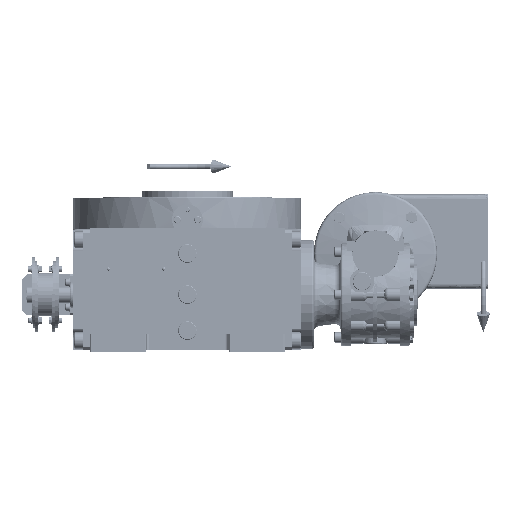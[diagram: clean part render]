
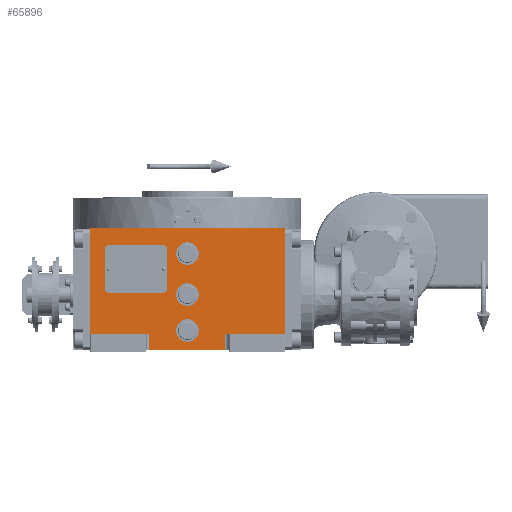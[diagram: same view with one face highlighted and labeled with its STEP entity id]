
A CAD part, top view. The second image highlights one B-rep face of the part: STEP entity #65896.
In plain terms, the highlighted planar face has unit normal (0, 0, 1).
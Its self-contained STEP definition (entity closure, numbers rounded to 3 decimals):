
#94 = CARTESIAN_POINT ( 'NONE',  ( 11., 0., 163.5 ) ) ;
#2550 = VERTEX_POINT ( 'NONE', #100453 ) ;
#3381 = CARTESIAN_POINT ( 'NONE',  ( -94.5, -53.5, 163.5 ) ) ;
#4086 = CARTESIAN_POINT ( 'NONE',  ( 94.5, -38.5, 163.5 ) ) ;
#4193 = FACE_BOUND ( 'NONE', #134515, .T. ) ;
#4550 = CARTESIAN_POINT ( 'NONE',  ( 0., 40., 163.5 ) ) ;
#8886 = VERTEX_POINT ( 'NONE', #4086 ) ;
#9157 = DIRECTION ( 'NONE',  ( 0., 0., 1. ) ) ;
#11146 = EDGE_LOOP ( 'NONE', ( #138340, #103018 ) ) ;
#11426 = CIRCLE ( 'NONE', #118103, 11. ) ;
#12564 = VECTOR ( 'NONE', #164274, 1000. ) ;
#13044 = CARTESIAN_POINT ( 'NONE',  ( -37., -53.5, 163.5 ) ) ;
#13671 = EDGE_CURVE ( 'NONE', #110289, #107877, #101156, .T. ) ;
#15877 = DIRECTION ( 'NONE',  ( 0., 1., 0. ) ) ;
#16238 = DIRECTION ( 'NONE',  ( 1., 0., 0. ) ) ;
#16877 = CARTESIAN_POINT ( 'NONE',  ( 11., 40., 163.5 ) ) ;
#17211 = DIRECTION ( 'NONE',  ( 0., 1., 0. ) ) ;
#18328 = FACE_BOUND ( 'NONE', #11146, .T. ) ;
#19412 = AXIS2_PLACEMENT_3D ( 'NONE', #98039, #148138, #34539 ) ;
#19634 = DIRECTION ( 'NONE',  ( -1., 0., 0. ) ) ;
#23905 = ORIENTED_EDGE ( 'NONE', *, *, #151134, .T. ) ;
#24112 = VECTOR ( 'NONE', #15877, 1000. ) ;
#26056 = ORIENTED_EDGE ( 'NONE', *, *, #65031, .F. ) ;
#26202 = CARTESIAN_POINT ( 'NONE',  ( 37., -38.5, 163.5 ) ) ;
#26600 = ORIENTED_EDGE ( 'NONE', *, *, #160176, .T. ) ;
#27110 = DIRECTION ( 'NONE',  ( 0., 0., 1. ) ) ;
#27216 = CARTESIAN_POINT ( 'NONE',  ( 37., -38.5, 163.5 ) ) ;
#27574 = DIRECTION ( 'NONE',  ( 0., 0., 1. ) ) ;
#29254 = EDGE_CURVE ( 'NONE', #107877, #110289, #49224, .T. ) ;
#30313 = CARTESIAN_POINT ( 'NONE',  ( -37., -38.5, 163.5 ) ) ;
#34539 = DIRECTION ( 'NONE',  ( 1., 0., 0. ) ) ;
#37494 = LINE ( 'NONE', #153525, #59768 ) ;
#41411 = ORIENTED_EDGE ( 'NONE', *, *, #135454, .F. ) ;
#41970 = ORIENTED_EDGE ( 'NONE', *, *, #97082, .F. ) ;
#42232 = LINE ( 'NONE', #71413, #99939 ) ;
#43971 = AXIS2_PLACEMENT_3D ( 'NONE', #56326, #107246, #158163 ) ;
#49224 = CIRCLE ( 'NONE', #102594, 11. ) ;
#49865 = ORIENTED_EDGE ( 'NONE', *, *, #140947, .F. ) ;
#50507 = VERTEX_POINT ( 'NONE', #88375 ) ;
#50557 = AXIS2_PLACEMENT_3D ( 'NONE', #123467, #99193, #19634 ) ;
#55460 = DIRECTION ( 'NONE',  ( -1., 0., 0. ) ) ;
#56326 = CARTESIAN_POINT ( 'NONE',  ( 0., -35., 163.5 ) ) ;
#57254 = DIRECTION ( 'NONE',  ( 1., 0., 0. ) ) ;
#59768 = VECTOR ( 'NONE', #125202, 1000. ) ;
#60033 = VERTEX_POINT ( 'NONE', #121049 ) ;
#62547 = VERTEX_POINT ( 'NONE', #144302 ) ;
#63159 = VERTEX_POINT ( 'NONE', #154571 ) ;
#63539 = LINE ( 'NONE', #114493, #24112 ) ;
#64456 = LINE ( 'NONE', #78632, #71321 ) ;
#65031 = EDGE_CURVE ( 'NONE', #63159, #62547, #149247, .T. ) ;
#65896 = ADVANCED_FACE ( 'NONE', ( #18328, #80141, #4193, #106837 ), #66803, .T. ) ;
#66453 = DIRECTION ( 'NONE',  ( 1., 0., 0. ) ) ;
#66803 = PLANE ( 'NONE',  #130406 ) ;
#69168 = ORIENTED_EDGE ( 'NONE', *, *, #90587, .T. ) ;
#71321 = VECTOR ( 'NONE', #117050, 1000. ) ;
#71413 = CARTESIAN_POINT ( 'NONE',  ( -94.5, 64.5, 163.5 ) ) ;
#71829 = AXIS2_PLACEMENT_3D ( 'NONE', #111837, #9157, #96829 ) ;
#72723 = ORIENTED_EDGE ( 'NONE', *, *, #119985, .F. ) ;
#77129 = VERTEX_POINT ( 'NONE', #13044 ) ;
#77882 = VERTEX_POINT ( 'NONE', #123759 ) ;
#78202 = LINE ( 'NONE', #157445, #93841 ) ;
#78632 = CARTESIAN_POINT ( 'NONE',  ( -37., -53.5, 163.5 ) ) ;
#78988 = LINE ( 'NONE', #27216, #154777 ) ;
#80141 = FACE_BOUND ( 'NONE', #162530, .T. ) ;
#86762 = VECTOR ( 'NONE', #115572, 1000. ) ;
#86796 = VERTEX_POINT ( 'NONE', #134481 ) ;
#88375 = CARTESIAN_POINT ( 'NONE',  ( -94.5, -38.5, 163.5 ) ) ;
#90587 = EDGE_CURVE ( 'NONE', #86796, #8886, #78988, .T. ) ;
#93841 = VECTOR ( 'NONE', #17211, 1000. ) ;
#96496 = EDGE_LOOP ( 'NONE', ( #23905, #41411, #69168, #133152, #41970, #49865, #26600, #148304 ) ) ;
#96829 = DIRECTION ( 'NONE',  ( -1., 0., 0. ) ) ;
#97082 = EDGE_CURVE ( 'NONE', #2550, #77882, #42232, .T. ) ;
#98039 = CARTESIAN_POINT ( 'NONE',  ( 0., 40., 163.5 ) ) ;
#99193 = DIRECTION ( 'NONE',  ( 0., 0., 1. ) ) ;
#99450 = EDGE_CURVE ( 'NONE', #77129, #109504, #64456, .T. ) ;
#99939 = VECTOR ( 'NONE', #57254, 1000. ) ;
#100453 = CARTESIAN_POINT ( 'NONE',  ( -94.5, 64.5, 163.5 ) ) ;
#101156 = CIRCLE ( 'NONE', #71829, 11. ) ;
#102420 = CARTESIAN_POINT ( 'NONE',  ( -37., -53.5, 163.5 ) ) ;
#102594 = AXIS2_PLACEMENT_3D ( 'NONE', #130626, #27110, #16238 ) ;
#103018 = ORIENTED_EDGE ( 'NONE', *, *, #13671, .F. ) ;
#106270 = EDGE_CURVE ( 'NONE', #60033, #157226, #11426, .T. ) ;
#106837 = FACE_OUTER_BOUND ( 'NONE', #96496, .T. ) ;
#107246 = DIRECTION ( 'NONE',  ( 0., 0., 1. ) ) ;
#107389 = CIRCLE ( 'NONE', #19412, 11. ) ;
#107877 = VERTEX_POINT ( 'NONE', #94 ) ;
#108029 = DIRECTION ( 'NONE',  ( 0., 0., 1. ) ) ;
#109504 = VERTEX_POINT ( 'NONE', #30313 ) ;
#110289 = VERTEX_POINT ( 'NONE', #146799 ) ;
#111837 = CARTESIAN_POINT ( 'NONE',  ( 0., 0., 163.5 ) ) ;
#114493 = CARTESIAN_POINT ( 'NONE',  ( -94.5, -38.5, 163.5 ) ) ;
#115572 = DIRECTION ( 'NONE',  ( 0., -1., 0. ) ) ;
#115993 = CIRCLE ( 'NONE', #43971, 11. ) ;
#117050 = DIRECTION ( 'NONE',  ( 0., 1., 0. ) ) ;
#118103 = AXIS2_PLACEMENT_3D ( 'NONE', #4550, #108029, #55460 ) ;
#119985 = EDGE_CURVE ( 'NONE', #62547, #63159, #115993, .T. ) ;
#121049 = CARTESIAN_POINT ( 'NONE',  ( -11., 40., 163.5 ) ) ;
#123467 = CARTESIAN_POINT ( 'NONE',  ( 0., -35., 163.5 ) ) ;
#123759 = CARTESIAN_POINT ( 'NONE',  ( 94.5, 64.5, 163.5 ) ) ;
#125202 = DIRECTION ( 'NONE',  ( 1., 0., 0. ) ) ;
#125987 = ORIENTED_EDGE ( 'NONE', *, *, #130741, .F. ) ;
#127661 = VERTEX_POINT ( 'NONE', #152534 ) ;
#129734 = LINE ( 'NONE', #26202, #86762 ) ;
#130406 = AXIS2_PLACEMENT_3D ( 'NONE', #3381, #27574, #131918 ) ;
#130626 = CARTESIAN_POINT ( 'NONE',  ( 0., 0., 163.5 ) ) ;
#130741 = EDGE_CURVE ( 'NONE', #157226, #60033, #107389, .T. ) ;
#131918 = DIRECTION ( 'NONE',  ( 1., 0., 0. ) ) ;
#133152 = ORIENTED_EDGE ( 'NONE', *, *, #143799, .T. ) ;
#134481 = CARTESIAN_POINT ( 'NONE',  ( 37., -38.5, 163.5 ) ) ;
#134515 = EDGE_LOOP ( 'NONE', ( #125987, #148053 ) ) ;
#135454 = EDGE_CURVE ( 'NONE', #86796, #127661, #129734, .T. ) ;
#138340 = ORIENTED_EDGE ( 'NONE', *, *, #29254, .F. ) ;
#140947 = EDGE_CURVE ( 'NONE', #50507, #2550, #63539, .T. ) ;
#143799 = EDGE_CURVE ( 'NONE', #8886, #77882, #78202, .T. ) ;
#144302 = CARTESIAN_POINT ( 'NONE',  ( 11., -35., 163.5 ) ) ;
#146799 = CARTESIAN_POINT ( 'NONE',  ( -11., 0., 163.5 ) ) ;
#148053 = ORIENTED_EDGE ( 'NONE', *, *, #106270, .F. ) ;
#148138 = DIRECTION ( 'NONE',  ( 0., 0., 1. ) ) ;
#148304 = ORIENTED_EDGE ( 'NONE', *, *, #99450, .F. ) ;
#149247 = CIRCLE ( 'NONE', #50557, 11. ) ;
#151134 = EDGE_CURVE ( 'NONE', #77129, #127661, #151723, .T. ) ;
#151723 = LINE ( 'NONE', #102420, #12564 ) ;
#152534 = CARTESIAN_POINT ( 'NONE',  ( 37., -53.5, 163.5 ) ) ;
#153525 = CARTESIAN_POINT ( 'NONE',  ( -94.5, -38.5, 163.5 ) ) ;
#154571 = CARTESIAN_POINT ( 'NONE',  ( -11., -35., 163.5 ) ) ;
#154777 = VECTOR ( 'NONE', #66453, 1000. ) ;
#157226 = VERTEX_POINT ( 'NONE', #16877 ) ;
#157445 = CARTESIAN_POINT ( 'NONE',  ( 94.5, -38.5, 163.5 ) ) ;
#158163 = DIRECTION ( 'NONE',  ( 1., 0., 0. ) ) ;
#160176 = EDGE_CURVE ( 'NONE', #50507, #109504, #37494, .T. ) ;
#162530 = EDGE_LOOP ( 'NONE', ( #72723, #26056 ) ) ;
#164274 = DIRECTION ( 'NONE',  ( 1., 0., 0. ) ) ;
